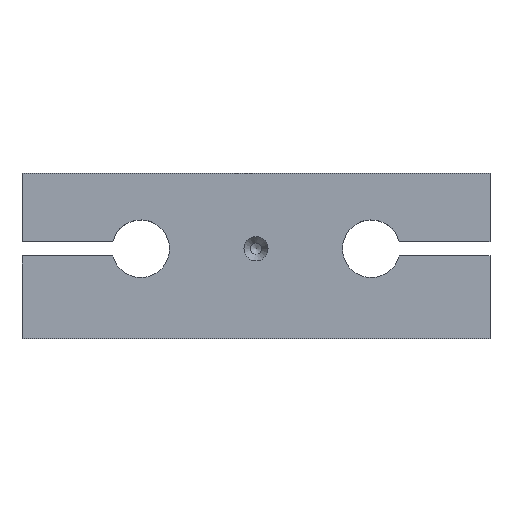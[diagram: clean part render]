
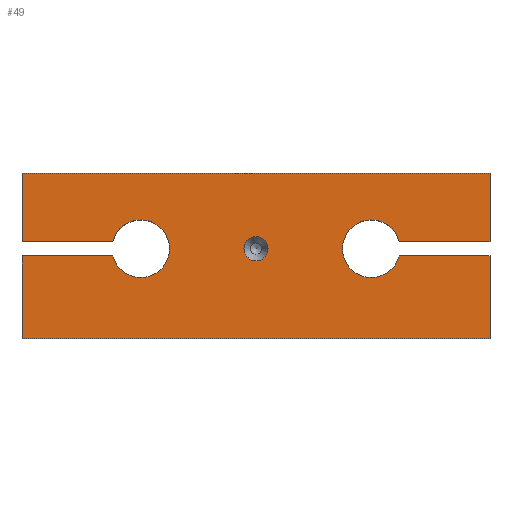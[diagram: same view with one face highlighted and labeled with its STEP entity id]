
A CAD part, top view. The second image highlights one B-rep face of the part: STEP entity #49.
In plain terms, the highlighted planar face has unit normal (0, 0, 1).
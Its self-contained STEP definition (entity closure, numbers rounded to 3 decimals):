
#49 = ADVANCED_FACE( '', ( #116, #117 ), #118, .T. );
#116 = FACE_OUTER_BOUND( '', #218, .T. );
#117 = FACE_BOUND( '', #219, .T. );
#118 = PLANE( '', #220 );
#218 = EDGE_LOOP( '', ( #314, #315, #316, #317, #318, #319, #320, #321, #322, #323, #324, #325 ) );
#219 = EDGE_LOOP( '', ( #326 ) );
#220 = AXIS2_PLACEMENT_3D( '', #327, #328, #329 );
#314 = ORIENTED_EDGE( '', *, *, #517, .T. );
#315 = ORIENTED_EDGE( '', *, *, #518, .T. );
#316 = ORIENTED_EDGE( '', *, *, #519, .T. );
#317 = ORIENTED_EDGE( '', *, *, #520, .T. );
#318 = ORIENTED_EDGE( '', *, *, #521, .F. );
#319 = ORIENTED_EDGE( '', *, *, #522, .T. );
#320 = ORIENTED_EDGE( '', *, *, #523, .T. );
#321 = ORIENTED_EDGE( '', *, *, #524, .T. );
#322 = ORIENTED_EDGE( '', *, *, #525, .T. );
#323 = ORIENTED_EDGE( '', *, *, #526, .T. );
#324 = ORIENTED_EDGE( '', *, *, #527, .F. );
#325 = ORIENTED_EDGE( '', *, *, #528, .T. );
#326 = ORIENTED_EDGE( '', *, *, #529, .F. );
#327 = CARTESIAN_POINT( '', ( 16., 12.5, 12. ) );
#328 = DIRECTION( '', ( 0., 0., 1. ) );
#329 = DIRECTION( '', ( 1., 0., 0. ) );
#517 = EDGE_CURVE( '', #594, #595, #596, .T. );
#518 = EDGE_CURVE( '', #595, #597, #598, .T. );
#519 = EDGE_CURVE( '', #597, #599, #600, .T. );
#520 = EDGE_CURVE( '', #599, #601, #602, .T. );
#521 = EDGE_CURVE( '', #603, #601, #604, .T. );
#522 = EDGE_CURVE( '', #603, #605, #606, .T. );
#523 = EDGE_CURVE( '', #605, #607, #608, .T. );
#524 = EDGE_CURVE( '', #607, #609, #610, .T. );
#525 = EDGE_CURVE( '', #609, #611, #612, .T. );
#526 = EDGE_CURVE( '', #611, #613, #614, .T. );
#527 = EDGE_CURVE( '', #615, #613, #616, .T. );
#528 = EDGE_CURVE( '', #615, #594, #617, .T. );
#529 = EDGE_CURVE( '', #618, #618, #619, .T. );
#594 = VERTEX_POINT( '', #709 );
#595 = VERTEX_POINT( '', #710 );
#596 = LINE( '', #711, #712 );
#597 = VERTEX_POINT( '', #713 );
#598 = LINE( '', #714, #715 );
#599 = VERTEX_POINT( '', #716 );
#600 = LINE( '', #717, #718 );
#601 = VERTEX_POINT( '', #719 );
#602 = LINE( '', #720, #721 );
#603 = VERTEX_POINT( '', #722 );
#604 = CIRCLE( '', #723, 4. );
#605 = VERTEX_POINT( '', #724 );
#606 = LINE( '', #725, #726 );
#607 = VERTEX_POINT( '', #727 );
#608 = LINE( '', #728, #729 );
#609 = VERTEX_POINT( '', #730 );
#610 = LINE( '', #731, #732 );
#611 = VERTEX_POINT( '', #733 );
#612 = LINE( '', #734, #735 );
#613 = VERTEX_POINT( '', #736 );
#614 = LINE( '', #737, #738 );
#615 = VERTEX_POINT( '', #739 );
#616 = CIRCLE( '', #740, 4. );
#617 = LINE( '', #741, #742 );
#618 = VERTEX_POINT( '', #743 );
#619 = CIRCLE( '', #744, 1.675 );
#709 = CARTESIAN_POINT( '', ( -32.5, 11.5, 12. ) );
#710 = CARTESIAN_POINT( '', ( -32.5, 0., 12. ) );
#711 = CARTESIAN_POINT( '', ( -32.5, 11.5, 12. ) );
#712 = VECTOR( '', #855, 1000. );
#713 = CARTESIAN_POINT( '', ( 32.5, 0., 12. ) );
#714 = CARTESIAN_POINT( '', ( -32.5, 0., 12. ) );
#715 = VECTOR( '', #856, 1000. );
#716 = CARTESIAN_POINT( '', ( 32.5, 11.5, 12. ) );
#717 = CARTESIAN_POINT( '', ( 32.5, 0., 12. ) );
#718 = VECTOR( '', #857, 1000. );
#719 = CARTESIAN_POINT( '', ( 19.873, 11.5, 12. ) );
#720 = CARTESIAN_POINT( '', ( 32.5, 11.5, 12. ) );
#721 = VECTOR( '', #858, 1000. );
#722 = CARTESIAN_POINT( '', ( 19.873, 13.5, 12. ) );
#723 = AXIS2_PLACEMENT_3D( '', #859, #860, #861 );
#724 = CARTESIAN_POINT( '', ( 32.5, 13.5, 12. ) );
#725 = CARTESIAN_POINT( '', ( 19.873, 13.5, 12. ) );
#726 = VECTOR( '', #862, 1000. );
#727 = CARTESIAN_POINT( '', ( 32.5, 23., 12. ) );
#728 = CARTESIAN_POINT( '', ( 32.5, 13.5, 12. ) );
#729 = VECTOR( '', #863, 1000. );
#730 = CARTESIAN_POINT( '', ( -32.5, 23., 12. ) );
#731 = CARTESIAN_POINT( '', ( 32.5, 23., 12. ) );
#732 = VECTOR( '', #864, 1000. );
#733 = CARTESIAN_POINT( '', ( -32.5, 13.5, 12. ) );
#734 = CARTESIAN_POINT( '', ( -32.5, 23., 12. ) );
#735 = VECTOR( '', #865, 1000. );
#736 = CARTESIAN_POINT( '', ( -19.873, 13.5, 12. ) );
#737 = CARTESIAN_POINT( '', ( -32.5, 13.5, 12. ) );
#738 = VECTOR( '', #866, 1000. );
#739 = CARTESIAN_POINT( '', ( -19.873, 11.5, 12. ) );
#740 = AXIS2_PLACEMENT_3D( '', #867, #868, #869 );
#741 = CARTESIAN_POINT( '', ( -19.873, 11.5, 12. ) );
#742 = VECTOR( '', #870, 1000. );
#743 = CARTESIAN_POINT( '', ( 1.675, 12.5, 12. ) );
#744 = AXIS2_PLACEMENT_3D( '', #871, #872, #873 );
#855 = DIRECTION( '', ( 0., -1., 0. ) );
#856 = DIRECTION( '', ( 1., 0., 0. ) );
#857 = DIRECTION( '', ( 0., 1., 0. ) );
#858 = DIRECTION( '', ( -1., 0., 0. ) );
#859 = CARTESIAN_POINT( '', ( 16., 12.5, 12. ) );
#860 = DIRECTION( '', ( 0., 0., 1. ) );
#861 = DIRECTION( '', ( 1., 0., 0. ) );
#862 = DIRECTION( '', ( 1., 0., 0. ) );
#863 = DIRECTION( '', ( 0., 1., 0. ) );
#864 = DIRECTION( '', ( -1., 0., 0. ) );
#865 = DIRECTION( '', ( 0., -1., 0. ) );
#866 = DIRECTION( '', ( 1., 0., 0. ) );
#867 = CARTESIAN_POINT( '', ( -16., 12.5, 12. ) );
#868 = DIRECTION( '', ( 0., 0., 1. ) );
#869 = DIRECTION( '', ( 1., 0., 0. ) );
#870 = DIRECTION( '', ( -1., 0., 0. ) );
#871 = CARTESIAN_POINT( '', ( 0., 12.5, 12. ) );
#872 = DIRECTION( '', ( 0., 0., 1. ) );
#873 = DIRECTION( '', ( 1., 0., 0. ) );
